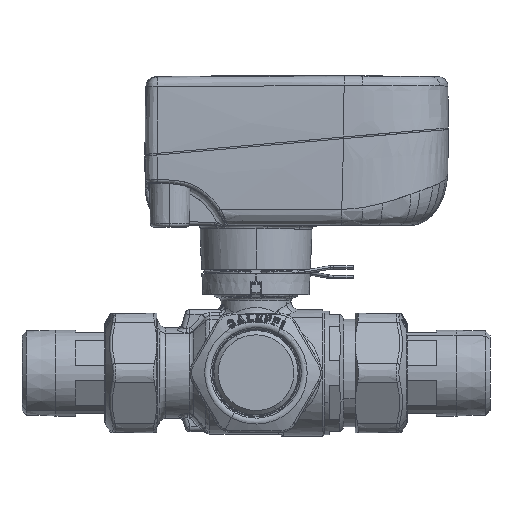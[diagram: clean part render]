
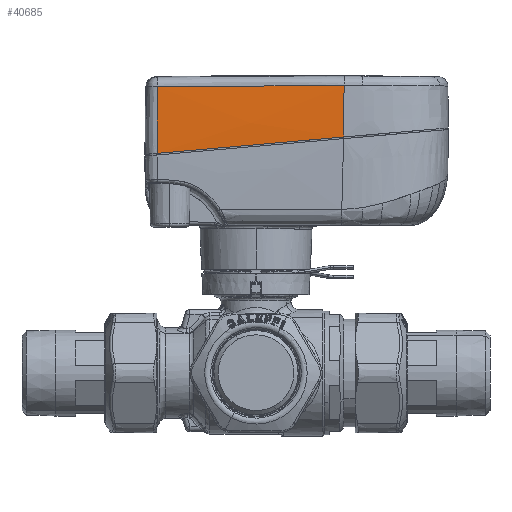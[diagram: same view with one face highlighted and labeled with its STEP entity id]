
A CAD part, top view. The second image highlights one B-rep face of the part: STEP entity #40685.
In plain terms, the highlighted free-form (B-spline) face has degree [2, 3] with [3, 4] control points.
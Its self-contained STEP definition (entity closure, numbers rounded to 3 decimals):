
#39204=CARTESIAN_POINT('Vertex',(26.967,72.586,27.041)) ;
#39208=CARTESIAN_POINT('Control Point',(26.967,72.586,27.041)) ;
#39209=CARTESIAN_POINT('Control Point',(15.481,71.581,27.121)) ;
#39210=CARTESIAN_POINT('Control Point',(3.993,70.576,27.126)) ;
#39211=CARTESIAN_POINT('Control Point',(-7.494,69.571,27.054)) ;
#39212=CARTESIAN_POINT('Control Point',(-18.98,68.566,26.907)) ;
#39213=CARTESIAN_POINT('Control Point',(-30.465,67.561,26.685)) ;
#39214=CARTESIAN_POINT('Vertex',(-30.465,67.561,26.685)) ;
#39521=CARTESIAN_POINT('Vertex',(27.096,88.431,26.677)) ;
#39525=CARTESIAN_POINT('Control Point',(27.096,88.431,26.677)) ;
#39526=CARTESIAN_POINT('Control Point',(27.095,87.777,26.701)) ;
#39527=CARTESIAN_POINT('Control Point',(27.091,85.525,26.779)) ;
#39528=CARTESIAN_POINT('Control Point',(27.073,81.675,26.89)) ;
#39529=CARTESIAN_POINT('Control Point',(27.03,77.047,26.986)) ;
#39530=CARTESIAN_POINT('Control Point',(26.989,74.017,27.027)) ;
#39531=CARTESIAN_POINT('Control Point',(26.967,72.586,27.041)) ;
#40635=CARTESIAN_POINT('Vertex',(-30.185,88.087,26.311)) ;
#40641=CARTESIAN_POINT('Control Point',(-30.185,88.087,26.311)) ;
#40642=CARTESIAN_POINT('Control Point',(-11.096,88.435,26.669)) ;
#40643=CARTESIAN_POINT('Control Point',(8.001,88.55,26.791)) ;
#40644=CARTESIAN_POINT('Control Point',(27.096,88.431,26.677)) ;
#40661=CARTESIAN_POINT('Control Point',(64.795,74.867,26.464)) ;
#40662=CARTESIAN_POINT('Control Point',(64.795,84.132,26.338)) ;
#40663=CARTESIAN_POINT('Control Point',(64.795,93.391,25.999)) ;
#40664=CARTESIAN_POINT('Control Point',(64.795,102.64,25.447)) ;
#40665=CARTESIAN_POINT('Control Point',(12.496,70.29,27.729)) ;
#40666=CARTESIAN_POINT('Control Point',(12.496,79.574,27.673)) ;
#40667=CARTESIAN_POINT('Control Point',(12.496,88.855,27.404)) ;
#40668=CARTESIAN_POINT('Control Point',(12.496,98.127,26.921)) ;
#40669=CARTESIAN_POINT('Control Point',(-39.803,65.716,26.483)) ;
#40670=CARTESIAN_POINT('Control Point',(-39.803,74.981,26.497)) ;
#40671=CARTESIAN_POINT('Control Point',(-39.803,84.244,26.299)) ;
#40672=CARTESIAN_POINT('Control Point',(-39.803,93.5,25.887)) ;
#40674=CARTESIAN_POINT('Control Point',(-30.465,67.561,26.685)) ;
#40675=CARTESIAN_POINT('Control Point',(-30.458,74.401,26.675)) ;
#40676=CARTESIAN_POINT('Control Point',(-30.365,81.246,26.55)) ;
#40677=CARTESIAN_POINT('Control Point',(-30.185,88.087,26.311)) ;
#39216=EDGE_CURVE('',#39205,#39215,#39207,.T.) ;
#39532=EDGE_CURVE('',#39522,#39205,#39524,.T.) ;
#40645=EDGE_CURVE('',#40636,#39522,#40640,.T.) ;
#40678=EDGE_CURVE('',#39215,#40636,#40673,.T.) ;
#40680=ORIENTED_EDGE('',*,*,#39216,.F.) ;
#40681=ORIENTED_EDGE('',*,*,#39532,.F.) ;
#40682=ORIENTED_EDGE('',*,*,#40645,.F.) ;
#40683=ORIENTED_EDGE('',*,*,#40678,.F.) ;
#40679=EDGE_LOOP('',(#40680,#40681,#40682,#40683)) ;
#39205=VERTEX_POINT('',#39204) ;
#39215=VERTEX_POINT('',#39214) ;
#39522=VERTEX_POINT('',#39521) ;
#40636=VERTEX_POINT('',#40635) ;
#40685=ADVANCED_FACE('PartBody',(#40684),#40660,.F.) ;
#39207=B_SPLINE_CURVE_WITH_KNOTS('',5,(#39208,#39209,#39210,#39211,#39212,#39213),.UNSPECIFIED.,.F.,.U.,(6,6),(0.,81.536),.UNSPECIFIED.) ;
#39524=B_SPLINE_CURVE_WITH_KNOTS('',3,(#39525,#39526,#39527,#39528,#39529,#39530,#39531),.UNSPECIFIED.,.F.,.U.,(4,1,1,1,4),(2.551,4.317,8.633,12.95,16.815),.UNSPECIFIED.) ;
#40673=B_SPLINE_CURVE_WITH_KNOTS('',3,(#40674,#40675,#40676,#40677),.UNSPECIFIED.,.F.,.U.,(4,4),(0.,29.028),.UNSPECIFIED.) ;
#40684=FACE_OUTER_BOUND('',#40679,.T.) ;
#40640=(BOUNDED_CURVE()B_SPLINE_CURVE(3,(#40641,#40642,#40643,#40644),.UNSPECIFIED.,.F.,.U.)B_SPLINE_CURVE_WITH_KNOTS((4,4),(0.,57.31),.UNSPECIFIED.)CURVE()GEOMETRIC_REPRESENTATION_ITEM()RATIONAL_B_SPLINE_CURVE((1.,1.,1.,1.))REPRESENTATION_ITEM('')) ;
#40660=(BOUNDED_SURFACE()B_SPLINE_SURFACE(2,3,((#40661,#40662,#40663,#40664),(#40665,#40666,#40667,#40668),(#40669,#40670,#40671,#40672)),.UNSPECIFIED.,.F.,.F.,.U.)B_SPLINE_SURFACE_WITH_KNOTS((3,3),(4,4),(-0.065,104.963),(-0.02,27.795),.UNSPECIFIED.)GEOMETRIC_REPRESENTATION_ITEM()RATIONAL_B_SPLINE_SURFACE(((1.,1.,1.,1.),(1.,1.,1.,1.),(1.,1.,1.,1.)))REPRESENTATION_ITEM('Rational BSpline Surface')SURFACE()) ;
